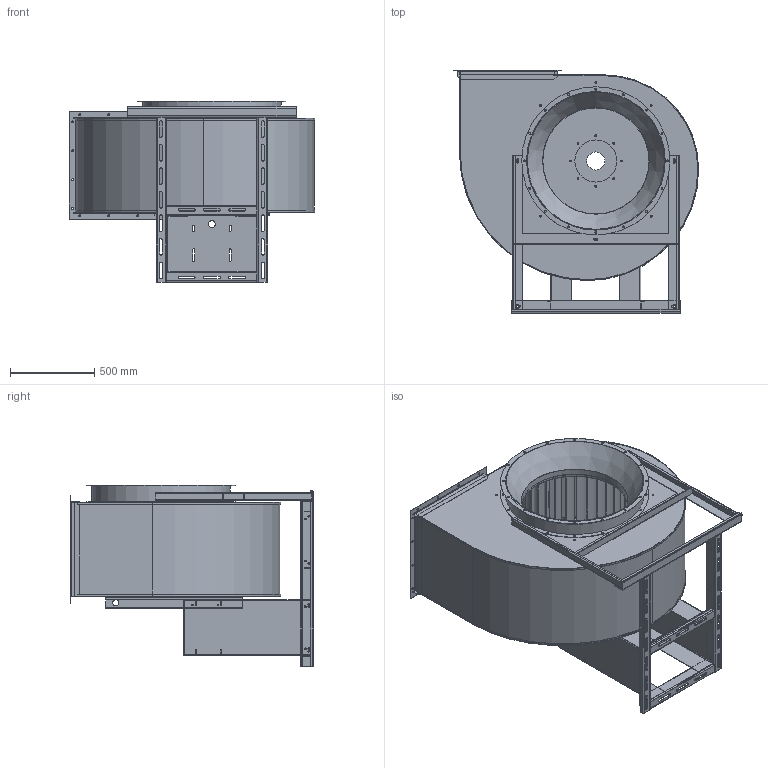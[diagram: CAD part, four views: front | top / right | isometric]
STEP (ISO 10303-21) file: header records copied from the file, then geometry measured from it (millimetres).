
FILE_DESCRIPTION(('STEP AP203'), '1');
FILE_NAME('ÂÐ 280-46-8', '', ('UNSPECIFIED'), ('UNSPECIFIED'), 'ASCON STEP Converter 1.3', 'ASCON Math Kernel', '');
FILE_SCHEMA(('CONFIG_CONTROL_DESIGN'));
Length unit declared in the file: millimetre
Products named in the file (1): 覆 80-70-8
Bounding box: 1458 x 1442.62 x 1080.08 mm (x, y, z)
Volume: 25939703.5 mm3; surface area: 20231594.3 mm2
Topology: 5 solids, 5 shells, 2463 faces, 7410 edges, 4613 vertices
Faces by surface type: plane 1693, cylinder 767, cone 3
Full cylindrical faces by diameter (mm): 9.3 x44, 10.5 x8, 11 x56, 16.5 x8, 36 x2, 40 x1, 108 x1, 250 x1, 630 x1, 634 x1, 638 x1, 640 x1, 803.2 x2, 820 x1, 880 x2
Entity records: 103634 total; most frequent: DIRECTION 14670, ORIENTED_EDGE 14554, CARTESIAN_POINT 14483, EDGE_CURVE 7277, AXIS2_PLACEMENT_3D 4929, LINE 4812, VECTOR 4812, VERTEX_POINT 4742
